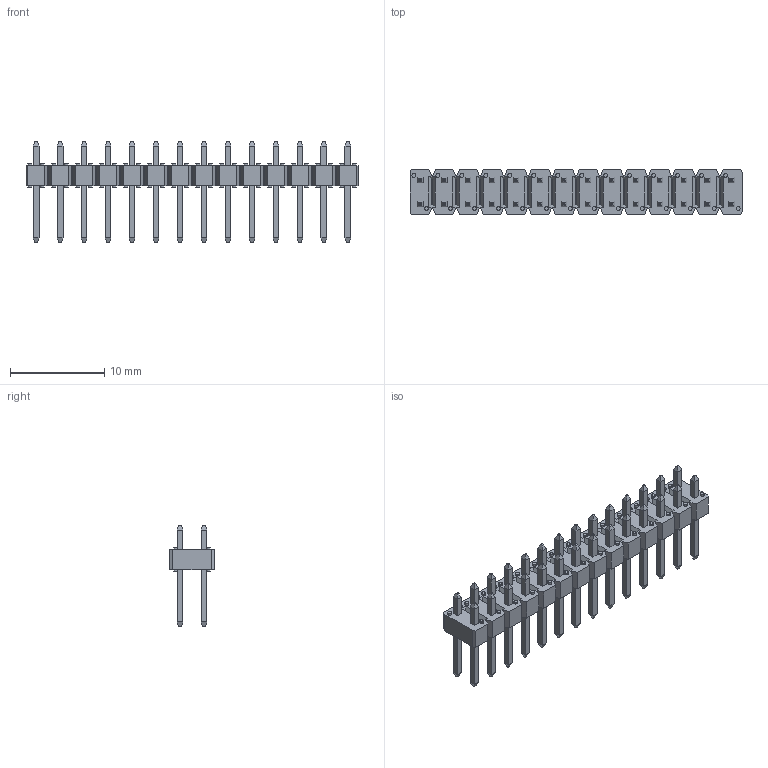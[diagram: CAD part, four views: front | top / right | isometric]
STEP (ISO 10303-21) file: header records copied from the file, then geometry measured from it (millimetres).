
FILE_DESCRIPTION(('STEP AP214'),'1');
FILE_NAME('7731380128lf.stp','2015-03-13T12:34:14',('TraceParts'),('TraceParts S.A.'),'XStep 1.0',' ',' ');
FILE_SCHEMA(('automotive_design'));
Length unit declared in the file: millimetre
Products named in the file (29): 77313_Y01_28_ASM|Next assembly relationship;98470-028; 77313_Y01_28_ASM|Next assembly relationship;77310_Y01
Bounding box: 35.16 x 4.83 x 10.8 mm (x, y, z)
Volume: 418.4 mm3; surface area: 1453 mm2
Topology: 29 solids, 29 shells, 916 faces, 2104 edges, 1328 vertices
Faces by surface type: plane 748, cylinder 168
Entity records: 26887 total; most frequent: CARTESIAN_POINT 5721, ORIENTED_EDGE 4208, DIRECTION 4106, EDGE_CURVE 2104, LINE 1768, VECTOR 1768, VERTEX_POINT 1328, AXIS2_PLACEMENT_3D 1169
